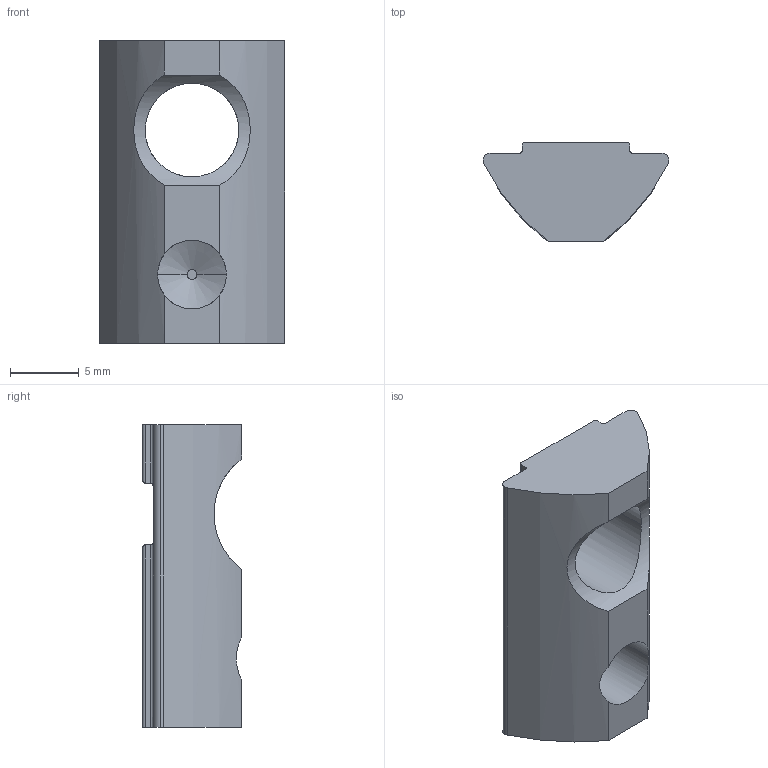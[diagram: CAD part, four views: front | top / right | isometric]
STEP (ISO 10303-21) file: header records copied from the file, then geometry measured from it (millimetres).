
FILE_DESCRIPTION(('FreeCAD Model'),'2;1');
FILE_NAME('Open CASCADE Shape Model','2024-04-03T10:59:26',(''),(''), 'Open CASCADE STEP processor 7.6','FreeCAD','Unknown');
FILE_SCHEMA(('AUTOMOTIVE_DESIGN { 1 0 10303 214 1 1 1 1 }'));
Length unit declared in the file: millimetre
Products named in the file (1): STI8-EM8
Bounding box: 13.5 x 7.2 x 22 mm (x, y, z)
Volume: 1124.5 mm3; surface area: 1037.7 mm2
Topology: 1 solids, 1 shells, 36 faces, 100 edges, 66 vertices
Faces by surface type: cylinder 21, plane 13, cone 2
Entity records: 3700 total; most frequent: CARTESIAN_POINT 1749, DIRECTION 346, ORIENTED_EDGE 200, PCURVE 200, DEFINITIONAL_REPRESENTATION 200, LINE 190, VECTOR 190, EDGE_CURVE 100
